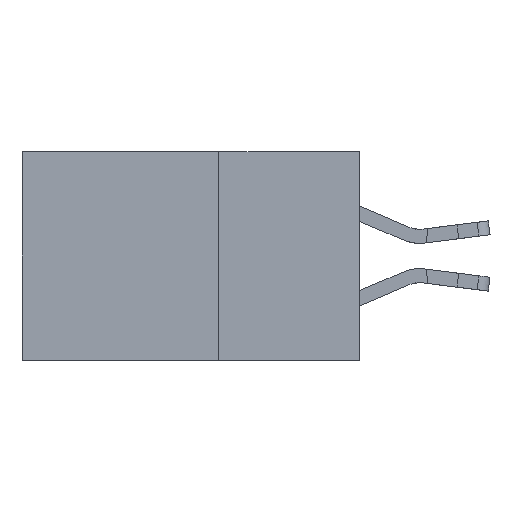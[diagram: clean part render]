
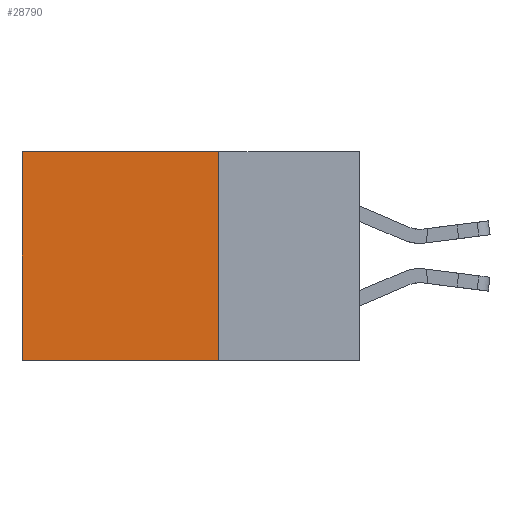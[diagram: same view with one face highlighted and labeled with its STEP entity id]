
A CAD part, left-side view. The second image highlights one B-rep face of the part: STEP entity #28790.
In plain terms, the highlighted planar face has unit normal (-1, 0, 0).
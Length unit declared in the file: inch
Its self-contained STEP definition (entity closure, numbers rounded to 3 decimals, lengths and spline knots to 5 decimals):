
#2125 = EDGE_CURVE ( 'NONE', #16150, #20478, #19472, .T. ) ;
#3873 = VERTEX_POINT ( 'NONE', #17688 ) ;
#4199 = LINE ( 'NONE', #10964, #27492 ) ;
#4790 = EDGE_CURVE ( 'NONE', #22126, #3873, #12299, .T. ) ;
#5163 = FACE_OUTER_BOUND ( 'NONE', #21884, .T. ) ;
#5587 = EDGE_CURVE ( 'NONE', #16150, #22126, #4199, .T. ) ;
#8530 = VECTOR ( 'NONE', #11436, 39.37008 ) ;
#9344 = DIRECTION ( 'NONE',  ( 0., 1., 0. ) ) ;
#10892 = ORIENTED_EDGE ( 'NONE', *, *, #4790, .F. ) ;
#10964 = CARTESIAN_POINT ( 'NONE',  ( 0.2875, 0.25, 0. ) ) ;
#11216 = DIRECTION ( 'NONE',  ( 0., 1., 0. ) ) ;
#11436 = DIRECTION ( 'NONE',  ( 0., 0., -1. ) ) ;
#11884 = CARTESIAN_POINT ( 'NONE',  ( 0.2875, 0.25, 0. ) ) ;
#12219 = CARTESIAN_POINT ( 'NONE',  ( 0.2875, 0.6, 0. ) ) ;
#12299 = LINE ( 'NONE', #17784, #14024 ) ;
#12351 = EDGE_CURVE ( 'NONE', #20478, #3873, #20311, .T. ) ;
#14024 = VECTOR ( 'NONE', #11216, 39.37008 ) ;
#14181 = DIRECTION ( 'NONE',  ( 1., 0., 0. ) ) ;
#16150 = VERTEX_POINT ( 'NONE', #26141 ) ;
#17688 = CARTESIAN_POINT ( 'NONE',  ( 0.2875, 0.6, -0.37 ) ) ;
#17750 = VECTOR ( 'NONE', #9344, 39.37008 ) ;
#17784 = CARTESIAN_POINT ( 'NONE',  ( 0.2875, 0.25, -0.37 ) ) ;
#19472 = LINE ( 'NONE', #11884, #17750 ) ;
#20311 = LINE ( 'NONE', #24953, #8530 ) ;
#20478 = VERTEX_POINT ( 'NONE', #12219 ) ;
#20815 = DIRECTION ( 'NONE',  ( 0., 0., -1. ) ) ;
#21665 = DIRECTION ( 'NONE',  ( 0., 0., -1. ) ) ;
#21884 = EDGE_LOOP ( 'NONE', ( #22698, #10892, #24658, #24951 ) ) ;
#21955 = AXIS2_PLACEMENT_3D ( 'NONE', #27242, #14181, #20815 ) ;
#22126 = VERTEX_POINT ( 'NONE', #24756 ) ;
#22698 = ORIENTED_EDGE ( 'NONE', *, *, #12351, .T. ) ;
#24658 = ORIENTED_EDGE ( 'NONE', *, *, #5587, .F. ) ;
#24756 = CARTESIAN_POINT ( 'NONE',  ( 0.2875, 0.25, -0.37 ) ) ;
#24951 = ORIENTED_EDGE ( 'NONE', *, *, #2125, .T. ) ;
#24953 = CARTESIAN_POINT ( 'NONE',  ( 0.2875, 0.6, 0. ) ) ;
#24988 = PLANE ( 'NONE',  #21955 ) ;
#26141 = CARTESIAN_POINT ( 'NONE',  ( 0.2875, 0.25, 0. ) ) ;
#27242 = CARTESIAN_POINT ( 'NONE',  ( 0.2875, 0.25, 0. ) ) ;
#27492 = VECTOR ( 'NONE', #21665, 39.37008 ) ;
#28790 = ADVANCED_FACE ( 'NONE', ( #5163 ), #24988, .F. ) ;
